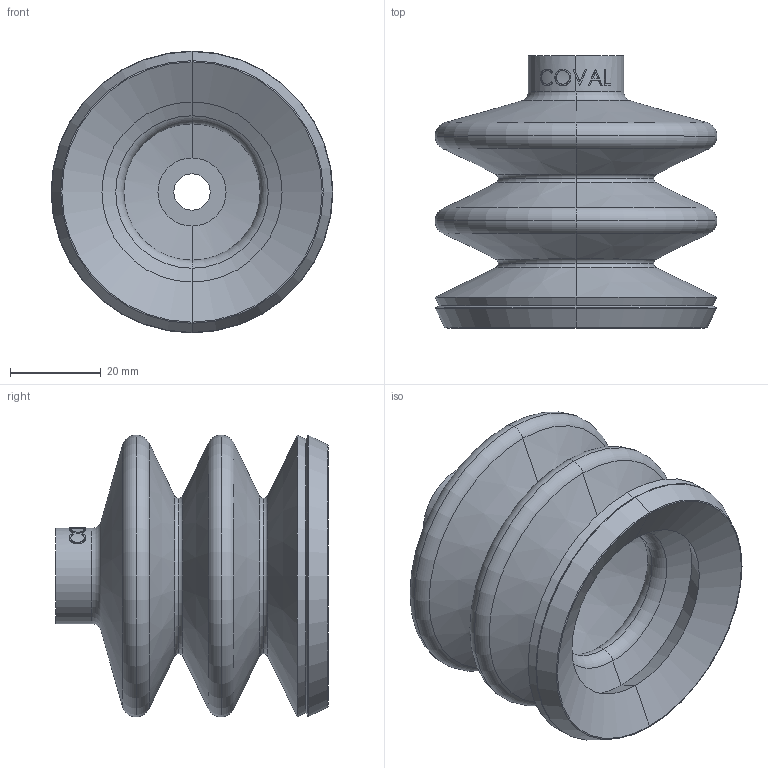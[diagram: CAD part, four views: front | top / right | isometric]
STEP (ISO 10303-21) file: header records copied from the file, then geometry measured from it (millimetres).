
FILE_DESCRIPTION(('STEP AP242'),'1');
FILE_NAME('coval_vs62sit5bm.stp','2022-05-06T14:39:33',('TraceParts'),('TraceParts S.A.'),'Spatial InterOp 3D',' ',' ');
FILE_SCHEMA(('AP242_MANAGED_MODEL_BASED_3D_ENGINEERING_MIM_LF {1 0 10303 442 1 1 4}'));
Length unit declared in the file: millimetre
Products named in the file (1): coval_vs62sit5bm
Bounding box: 62 x 59.88 x 62 mm (x, y, z)
Volume: 40545.6 mm3; surface area: 29367 mm2
Topology: 1 solids, 1 shells, 127 faces, 287 edges, 168 vertices
Faces by surface type: torus 40, cone 30, bspline 29, plane 16, cylinder 12
Entity records: 7621 total; most frequent: CARTESIAN_POINT 4035, ORIENTED_EDGE 574, DIRECTION 526, EDGE_CURVE 287, AXIS2_PLACEMENT_3D 239, VERTEX_POINT 168, CIRCLE 140, EDGE_LOOP 135
